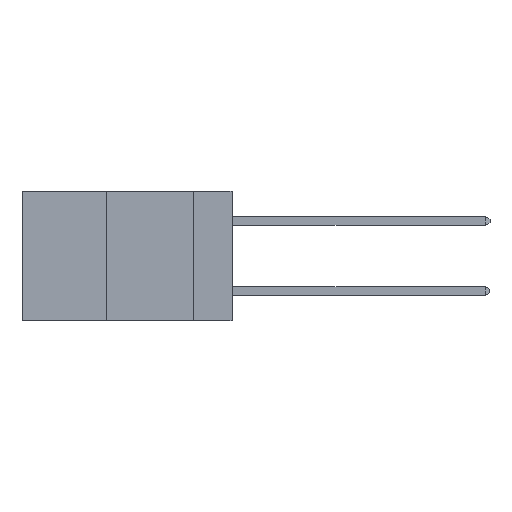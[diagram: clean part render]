
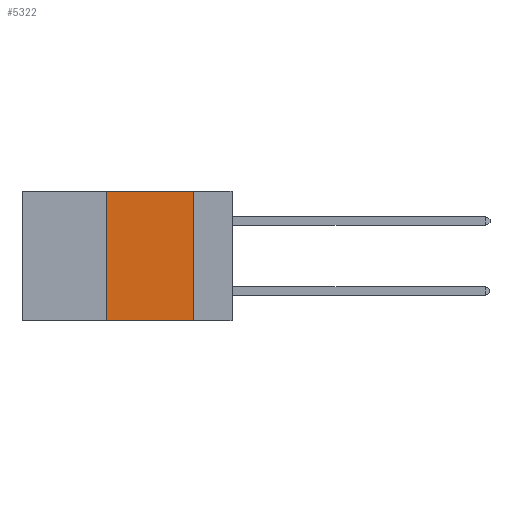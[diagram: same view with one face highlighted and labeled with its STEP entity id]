
A CAD part, left-side view. The second image highlights one B-rep face of the part: STEP entity #5322.
In plain terms, the highlighted planar face has unit normal (-1, 0, 0).
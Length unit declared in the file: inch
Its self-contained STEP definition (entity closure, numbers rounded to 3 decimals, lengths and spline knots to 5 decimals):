
#905 = DIRECTION ( 'NONE',  ( 0., 0., 1. ) ) ;
#1335 = CARTESIAN_POINT ( 'NONE',  ( 0., 0.6, 0. ) ) ;
#2013 = EDGE_CURVE ( 'NONE', #11079, #11223, #3895, .T. ) ;
#2018 = VERTEX_POINT ( 'NONE', #17677 ) ;
#2370 = LINE ( 'NONE', #4179, #9396 ) ;
#2756 = DIRECTION ( 'NONE',  ( 0., 0., -1. ) ) ;
#3028 = EDGE_LOOP ( 'NONE', ( #5271, #12520, #9615, #13155 ) ) ;
#3114 = CARTESIAN_POINT ( 'NONE',  ( 0., 0.6, -0.37 ) ) ;
#3549 = FACE_OUTER_BOUND ( 'NONE', #3028, .T. ) ;
#3609 = AXIS2_PLACEMENT_3D ( 'NONE', #1335, #11105, #2756 ) ;
#3766 = CARTESIAN_POINT ( 'NONE',  ( 0., 0.11, 0. ) ) ;
#3895 = LINE ( 'NONE', #3114, #10843 ) ;
#4179 = CARTESIAN_POINT ( 'NONE',  ( 0., 0.6, 0. ) ) ;
#5271 = ORIENTED_EDGE ( 'NONE', *, *, #16740, .F. ) ;
#5322 = ADVANCED_FACE ( 'NONE', ( #3549 ), #9736, .F. ) ;
#5605 = DIRECTION ( 'NONE',  ( 0., -1., 0. ) ) ;
#5710 = LINE ( 'NONE', #9326, #12929 ) ;
#7714 = EDGE_CURVE ( 'NONE', #11079, #2018, #5710, .T. ) ;
#9078 = VERTEX_POINT ( 'NONE', #9898 ) ;
#9326 = CARTESIAN_POINT ( 'NONE',  ( 0., 0.36, 0. ) ) ;
#9396 = VECTOR ( 'NONE', #5605, 39.37008 ) ;
#9615 = ORIENTED_EDGE ( 'NONE', *, *, #7714, .F. ) ;
#9736 = PLANE ( 'NONE',  #3609 ) ;
#9898 = CARTESIAN_POINT ( 'NONE',  ( 0., 0.11, 0. ) ) ;
#10843 = VECTOR ( 'NONE', #17500, 39.37008 ) ;
#11079 = VERTEX_POINT ( 'NONE', #14146 ) ;
#11105 = DIRECTION ( 'NONE',  ( 1., 0., 0. ) ) ;
#11223 = VERTEX_POINT ( 'NONE', #17195 ) ;
#11517 = EDGE_CURVE ( 'NONE', #2018, #9078, #2370, .T. ) ;
#12119 = VECTOR ( 'NONE', #14686, 39.37008 ) ;
#12520 = ORIENTED_EDGE ( 'NONE', *, *, #11517, .F. ) ;
#12929 = VECTOR ( 'NONE', #905, 39.37008 ) ;
#13155 = ORIENTED_EDGE ( 'NONE', *, *, #2013, .T. ) ;
#14146 = CARTESIAN_POINT ( 'NONE',  ( 0., 0.36, -0.37 ) ) ;
#14686 = DIRECTION ( 'NONE',  ( 0., 0., -1. ) ) ;
#15252 = LINE ( 'NONE', #3766, #12119 ) ;
#16740 = EDGE_CURVE ( 'NONE', #9078, #11223, #15252, .T. ) ;
#17195 = CARTESIAN_POINT ( 'NONE',  ( 0., 0.11, -0.37 ) ) ;
#17500 = DIRECTION ( 'NONE',  ( 0., -1., 0. ) ) ;
#17677 = CARTESIAN_POINT ( 'NONE',  ( 0., 0.36, 0. ) ) ;
